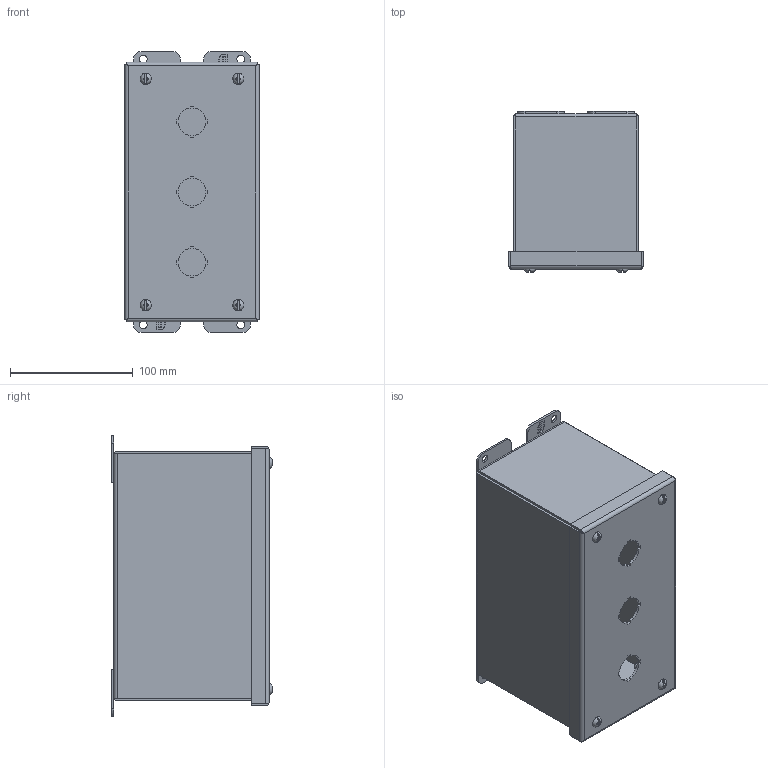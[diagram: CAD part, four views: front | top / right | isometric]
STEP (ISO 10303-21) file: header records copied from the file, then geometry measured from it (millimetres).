
FILE_DESCRIPTION (( 'STEP AP203' ), '1' );
FILE_NAME ('1437MSSC_Default.step', '2019-11-08T19:15:27', ( '' ), ( '' ), 'SwSTEP 2.0', 'SolidWorks 2019', '' );
FILE_SCHEMA (( 'CONFIG_CONTROL_DESIGN' ));
Length unit declared in the file: inch
Products named in the file (1): 1437MSSC_Default
Bounding box: 109.52 x 130.91 x 228.6 mm (x, y, z)
Volume: 280183.7 mm3; surface area: 295482.8 mm2
Topology: 23 solids, 23 shells, 653 faces, 1672 edges, 1081 vertices
Faces by surface type: plane 459, cylinder 164, cone 14, torus 8, bspline 8
Entity records: 20075 total; most frequent: CARTESIAN_POINT 3997, ORIENTED_EDGE 3340, DIRECTION 3246, EDGE_CURVE 1670, VECTOR 1194, LINE 1194, VERTEX_POINT 1081, AXIS2_PLACEMENT_3D 1026
